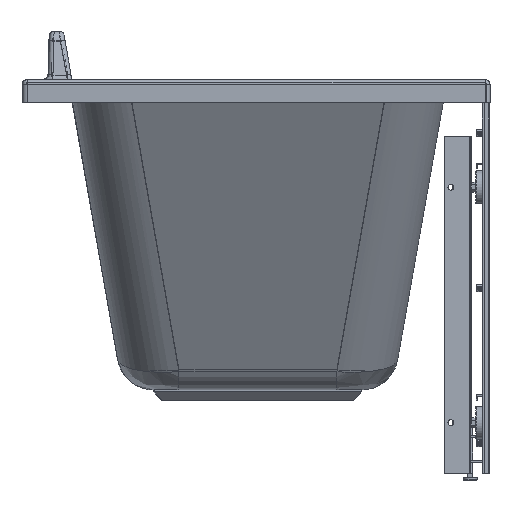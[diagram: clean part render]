
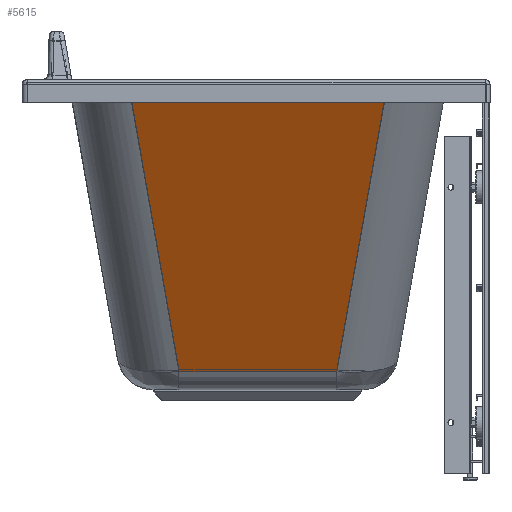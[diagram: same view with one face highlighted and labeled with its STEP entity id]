
A CAD part, front view. The second image highlights one B-rep face of the part: STEP entity #5615.
In plain terms, the highlighted face is planar.
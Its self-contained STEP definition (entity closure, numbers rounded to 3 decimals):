
#1461=CARTESIAN_POINT('',(784.359,196.879,474.));
#1462=VERTEX_POINT('',#1461);
#1786=CARTESIAN_POINT('',(535.233,120.794,42.5));
#1787=VERTEX_POINT('',#1786);
#1910=CARTESIAN_POINT('',(784.359,-191.879,474.));
#1911=VERTEX_POINT('',#1910);
#1912=CARTESIAN_POINT('',(784.359,196.879,474.));
#1913=DIRECTION('',(0.0,-1.0,0.0));
#1914=VECTOR('',#1913,388.758);
#1915=LINE('',#1912,#1914);
#1916=EDGE_CURVE('',#1462,#1911,#1915,.T.);
#2332=CARTESIAN_POINT('',(535.233,-115.794,42.5));
#2333=VERTEX_POINT('',#2332);
#2334=CARTESIAN_POINT('',(535.233,-115.794,42.5));
#2335=DIRECTION('',(0.0,1.0,0.0));
#2336=VECTOR('',#2335,236.588);
#2337=LINE('',#2334,#2336);
#2338=EDGE_CURVE('',#2333,#1787,#2337,.T.);
#2855=CARTESIAN_POINT('',(535.233,-115.794,42.5));
#2856=DIRECTION('',(0.494,-0.151,0.856));
#2857=VECTOR('',#2856,504.029);
#2858=LINE('',#2855,#2857);
#2859=EDGE_CURVE('',#2333,#1911,#2858,.T.);
#5599=CARTESIAN_POINT('',(786.38,0.0,477.5));
#5600=DIRECTION('',(-0.866,0.0,0.5));
#5601=DIRECTION('',(0.5,0.0,0.866));
#5602=AXIS2_PLACEMENT_3D('',#5599,#5600,#5601);
#5603=PLANE('',#5602);
#5604=ORIENTED_EDGE('',*,*,#2859,.F.);
#5605=ORIENTED_EDGE('',*,*,#2338,.T.);
#5606=CARTESIAN_POINT('',(535.233,120.794,42.5));
#5607=DIRECTION('',(0.494,0.151,0.856));
#5608=VECTOR('',#5607,504.029);
#5609=LINE('',#5606,#5608);
#5610=EDGE_CURVE('',#1787,#1462,#5609,.T.);
#5611=ORIENTED_EDGE('',*,*,#5610,.T.);
#5612=ORIENTED_EDGE('',*,*,#1916,.T.);
#5613=EDGE_LOOP('',(#5604,#5605,#5611,#5612));
#5614=FACE_OUTER_BOUND('',#5613,.T.);
#5615=ADVANCED_FACE('',(#5614),#5603,.F.);
